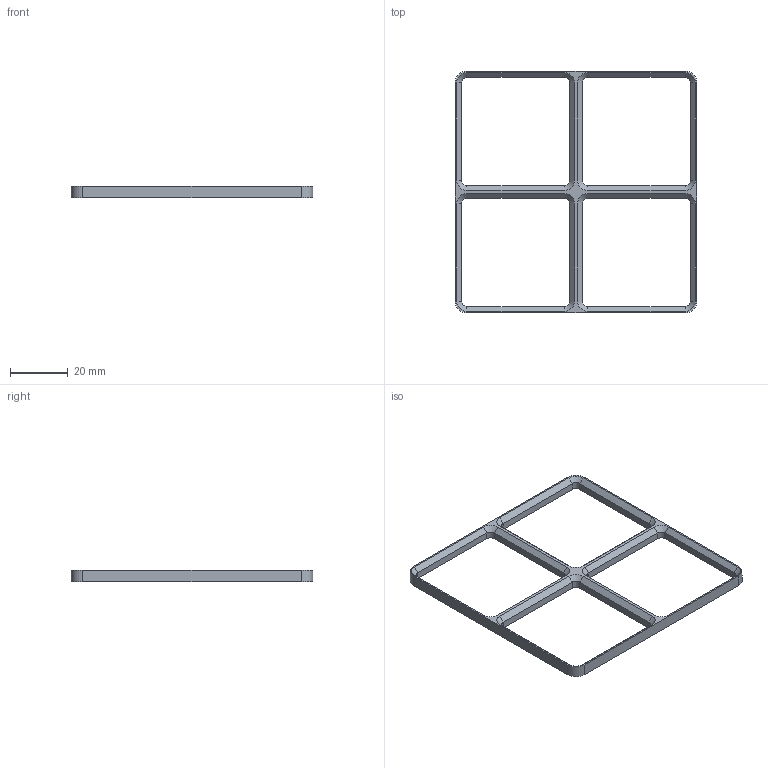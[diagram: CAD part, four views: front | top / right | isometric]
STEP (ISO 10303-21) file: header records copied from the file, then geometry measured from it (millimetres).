
FILE_DESCRIPTION(/* description */ (''),/* implementation_level */ '2;1');
FILE_NAME(/* name */ 'Lt Frame 2x2',/* time_stamp */ '2024-06-14T16:47:07+03:00',/* author */ (''),/* organization */ (''),/* preprocessor_version */ 'ST-DEVELOPER v19.2',/* originating_system */ 'Rhino 8.2',/* authorisation */ '');
FILE_SCHEMA (('CONFIG_CONTROL_DESIGN'));
Length unit declared in the file: millimetre
Products named in the file (1): Document
Bounding box: 84 x 84 x 4.15 mm (x, y, z)
Volume: 4858.1 mm3; surface area: 5997.6 mm2
Topology: 1 solids, 1 shells, 74 faces, 184 edges, 112 vertices
Faces by surface type: plane 38, cylinder 20, bspline 16
Entity records: 2460 total; most frequent: CARTESIAN_POINT 884, ORIENTED_EDGE 368, EDGE_CURVE 184, DIRECTION 174, B_SPLINE_CURVE_WITH_KNOTS 128, AXIS2_PLACEMENT_3D 116, VERTEX_POINT 112, EDGE_LOOP 82
